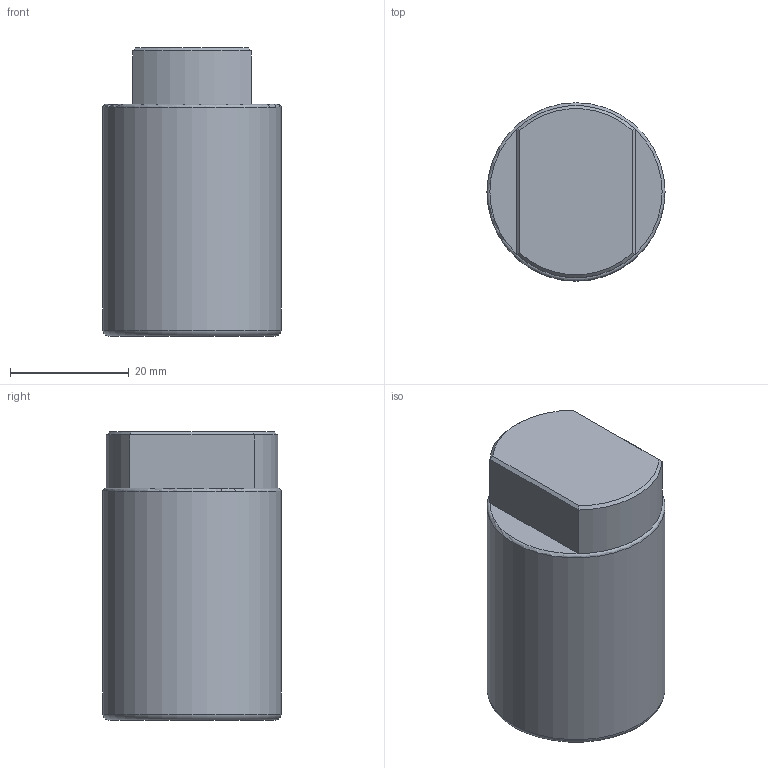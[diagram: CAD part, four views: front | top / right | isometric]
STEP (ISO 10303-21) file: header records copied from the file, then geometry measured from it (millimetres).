
FILE_DESCRIPTION( ( 'Unknown' ), '1' );
FILE_NAME( 'PT10-2009.stp', 'Unknown', ( 'Unknown' ), ( 'Unknown' ), 'XStep 1.0', 'Unknown', ' ' );
FILE_SCHEMA( ( 'CONFIG_CONTROL_DESIGN' ) );
Length unit declared in the file: millimetre
Products named in the file (1): 1
Bounding box: 30 x 30 x 48.5 mm (x, y, z)
Volume: 31815.9 mm3; surface area: 6254.2 mm2
Topology: 1 solids, 1 shells, 17 faces, 35 edges, 20 vertices
Faces by surface type: plane 8, cylinder 4, cone 3, torus 2
Full cylindrical faces by diameter (mm): 6.8 x1, 30 x1
Entity records: 442 total; most frequent: CARTESIAN_POINT 75, DIRECTION 72, ORIENTED_EDGE 54, AXIS2_PLACEMENT_3D 31, EDGE_CURVE 27, EDGE_LOOP 22, FACE_OUTER_BOUND 21, VERTEX_POINT 18
